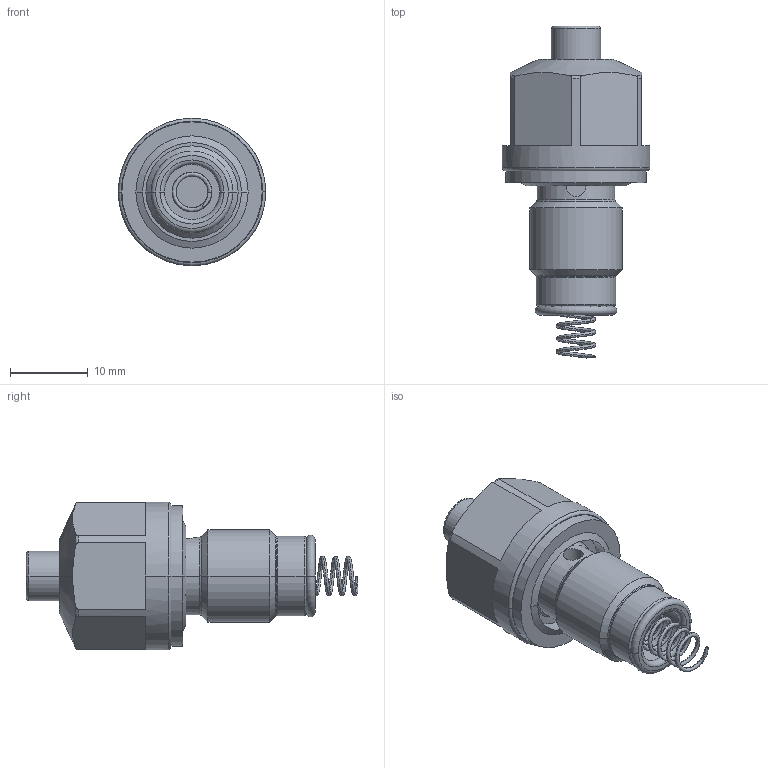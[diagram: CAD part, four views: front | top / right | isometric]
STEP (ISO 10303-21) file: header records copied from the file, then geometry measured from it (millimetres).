
FILE_DESCRIPTION((''),'2;1');
FILE_NAME('ILCMV45049501','2018-04-28T',('jdw'),(''),'PRO/ENGINEER BY PARAMETRIC TECHNOLOGY CORPORATION, 2013320','PRO/ENGINEER BY PARAMETRIC TECHNOLOGY CORPORATION, 2013320','');
FILE_SCHEMA(('AUTOMOTIVE_DESIGN { 1 0 10303 214 1 1 1 1 }'));
Length unit declared in the file: inch
Products named in the file (1): ILCMV45049501
Bounding box: 18.92 x 42.61 x 18.92 mm (x, y, z)
Volume: 5055.1 mm3; surface area: 3127.1 mm2
Topology: 1 solids, 3 shells, 92 faces, 206 edges, 125 vertices
Faces by surface type: plane 26, cylinder 24, torus 24, cone 12, bspline 6
Entity records: 5759 total; most frequent: CARTESIAN_POINT 2908, DIRECTION 454, ORIENTED_EDGE 400, PRESENTATION_STYLE_ASSIGNMENT 207, STYLED_ITEM 207, CURVE_STYLE 204, EDGE_CURVE 204, AXIS2_PLACEMENT_3D 199
